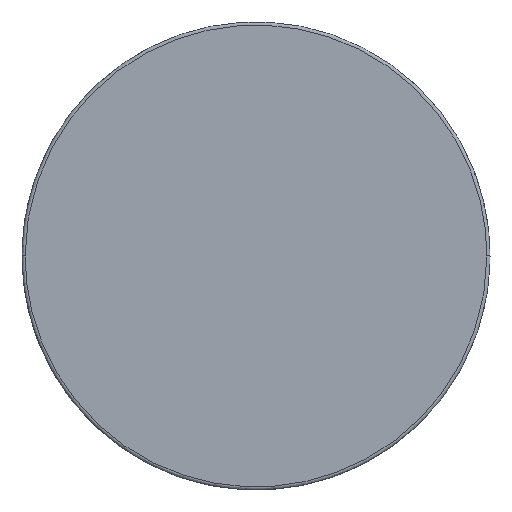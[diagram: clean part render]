
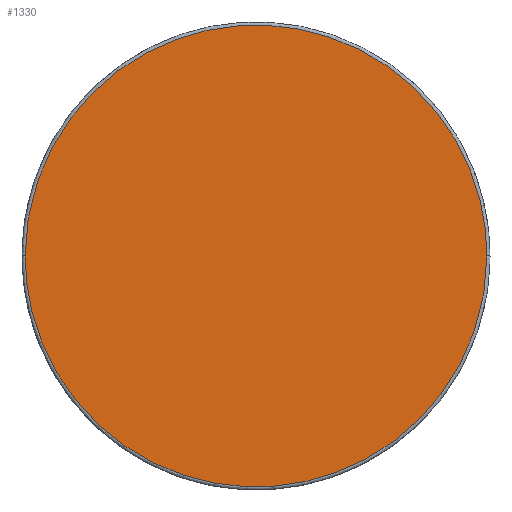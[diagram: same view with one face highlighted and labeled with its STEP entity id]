
A CAD part, top view. The second image highlights one B-rep face of the part: STEP entity #1330.
In plain terms, the highlighted planar face has unit normal (0, 0, 1).
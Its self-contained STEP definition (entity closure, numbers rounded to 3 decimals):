
#1330=ADVANCED_FACE('',(#1919),#13506,.T.);
#1919=FACE_OUTER_BOUND('',#2506,.T.);
#2506=EDGE_LOOP('',(#5376,#5377));
#5376=ORIENTED_EDGE('',*,*,#8070,.F.);
#5377=ORIENTED_EDGE('',*,*,#7919,.F.);
#7919=EDGE_CURVE('',#12873,#12917,#9664,.T.);
#8070=EDGE_CURVE('',#12917,#12873,#9782,.T.);
#9664=(
BOUNDED_CURVE()
B_SPLINE_CURVE(2,(#40055,#40056,#40057,#40058,#40059),.UNSPECIFIED.,.F.,
 .F.)
B_SPLINE_CURVE_WITH_KNOTS((3,2,3),(-464.845,-348.634,
-232.423),.UNSPECIFIED.)
CURVE()
GEOMETRIC_REPRESENTATION_ITEM()
RATIONAL_B_SPLINE_CURVE((1.,0.707,1.,0.707,1.))
REPRESENTATION_ITEM('')
);
#9782=(
BOUNDED_CURVE()
B_SPLINE_CURVE(2,(#40609,#40610,#40611,#40612,#40613),.UNSPECIFIED.,.F.,
 .F.)
B_SPLINE_CURVE_WITH_KNOTS((3,2,3),(-232.423,-116.211,
0.),.UNSPECIFIED.)
CURVE()
GEOMETRIC_REPRESENTATION_ITEM()
RATIONAL_B_SPLINE_CURVE((1.,0.707,1.,0.707,1.))
REPRESENTATION_ITEM('')
);
#12873=VERTEX_POINT('',#39488);
#12917=VERTEX_POINT('',#39532);
#13506=PLANE('',#13706);
#13706=AXIS2_PLACEMENT_3D('',#39009,#13822,$);
#13822=DIRECTION('',(0.,0.,1.));
#39009=CARTESIAN_POINT('',(-75.462,75.462,-19.06));
#39488=CARTESIAN_POINT('',(73.982,0.,-19.06));
#39532=CARTESIAN_POINT('',(-73.982,0.,-19.06));
#40055=CARTESIAN_POINT('',(73.982,0.,-19.06));
#40056=CARTESIAN_POINT('',(73.982,-73.982,-19.06));
#40057=CARTESIAN_POINT('',(0.,-73.982,-19.06));
#40058=CARTESIAN_POINT('',(-73.982,-73.982,-19.06));
#40059=CARTESIAN_POINT('',(-73.982,0.,-19.06));
#40609=CARTESIAN_POINT('',(-73.982,0.,-19.06));
#40610=CARTESIAN_POINT('',(-73.982,73.982,-19.06));
#40611=CARTESIAN_POINT('',(0.,73.982,-19.06));
#40612=CARTESIAN_POINT('',(73.982,73.982,-19.06));
#40613=CARTESIAN_POINT('',(73.982,0.,-19.06));
